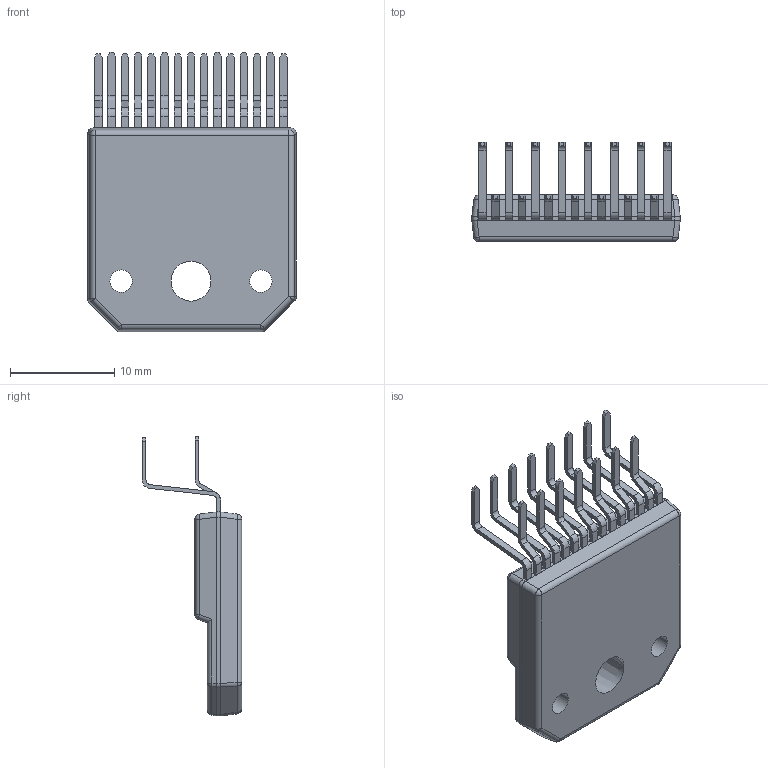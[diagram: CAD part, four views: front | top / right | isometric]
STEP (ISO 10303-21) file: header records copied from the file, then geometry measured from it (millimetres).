
FILE_DESCRIPTION((''),'2;1');
FILE_NAME('TF15B_ASM','2012-02-08T',('CKXSSC'),(''),'PRO/ENGINEER BY PARAMETRIC TECHNOLOGY CORPORATION, 2011220','PRO/ENGINEER BY PARAMETRIC TECHNOLOGY CORPORATION, 2011220','');
FILE_SCHEMA(('AUTOMOTIVE_DESIGN_CC2 { 1 2 10303 214 -1 1 5 2 }'));
Length unit declared in the file: inch
Products named in the file (4): BODY_TF15B; LEAD_SH_TF15B; LEAD_LG_TF15B; TF15B_ASM
Assembly tree (16 placements, depth 2):
  TF15B_ASM
    BODY_TF15B
    LEAD_SH_TF15B  x8
    LEAD_LG_TF15B  x7
Bounding box: 20.02 x 9.55 x 26.87 mm (x, y, z)
Volume: 1447.2 mm3; surface area: 1419.7 mm2
Topology: 16 solids, 16 shells, 323 faces, 809 edges, 520 vertices
Faces by surface type: plane 204, cylinder 103, sphere 14, cone 2
Entity records: 4295 total; most frequent: CARTESIAN_POINT 675, DIRECTION 587, ORIENTED_EDGE 526, PRESENTATION_STYLE_ASSIGNMENT 266, STYLED_ITEM 266, CURVE_STYLE 263, EDGE_CURVE 263, AXIS2_PLACEMENT_3D 213
